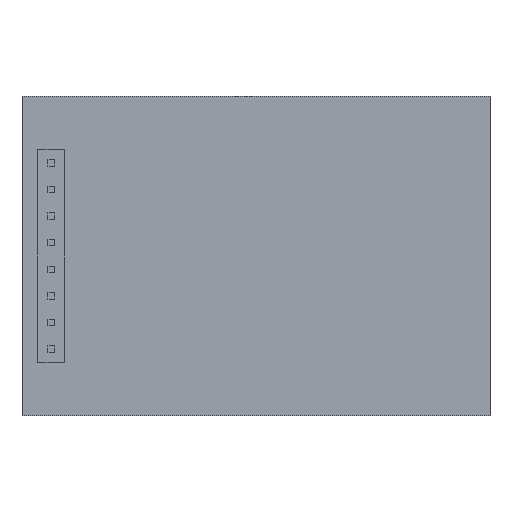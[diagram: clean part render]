
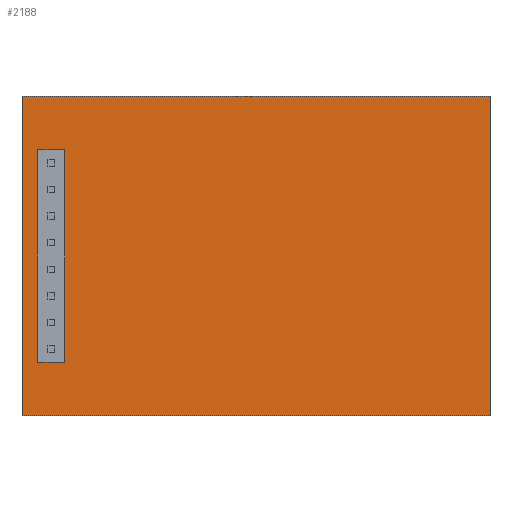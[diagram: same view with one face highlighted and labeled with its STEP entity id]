
A CAD part, front view. The second image highlights one B-rep face of the part: STEP entity #2188.
In plain terms, the highlighted planar face has unit normal (0, -1, 0).
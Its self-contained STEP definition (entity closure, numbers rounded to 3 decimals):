
#24 = LINE ( 'NONE', #830, #577 ) ;
#48 = CARTESIAN_POINT ( 'NONE',  ( -22., -1., 15. ) ) ;
#146 = ORIENTED_EDGE ( 'NONE', *, *, #475, .F. ) ;
#238 = VECTOR ( 'NONE', #1751, 1000. ) ;
#398 = CARTESIAN_POINT ( 'NONE',  ( -22., -1., -15. ) ) ;
#442 = DIRECTION ( 'NONE',  ( 0., 0., 1. ) ) ;
#475 = EDGE_CURVE ( 'NONE', #1897, #903, #24, .T. ) ;
#577 = VECTOR ( 'NONE', #1407, 1000. ) ;
#727 = DIRECTION ( 'NONE',  ( 0., 0., -1. ) ) ;
#728 = CARTESIAN_POINT ( 'NONE',  ( -22., -1., 15. ) ) ;
#769 = LINE ( 'NONE', #728, #238 ) ;
#830 = CARTESIAN_POINT ( 'NONE',  ( -22., -1., -15. ) ) ;
#889 = PLANE ( 'NONE',  #2070 ) ;
#903 = VERTEX_POINT ( 'NONE', #398 ) ;
#938 = CARTESIAN_POINT ( 'NONE',  ( 22., -1., 15. ) ) ;
#995 = EDGE_LOOP ( 'NONE', ( #2322, #2003, #1857, #146 ) ) ;
#1077 = EDGE_CURVE ( 'NONE', #903, #1588, #2549, .T. ) ;
#1123 = CARTESIAN_POINT ( 'NONE',  ( 0., -1., 0. ) ) ;
#1196 = CARTESIAN_POINT ( 'NONE',  ( -22., -1., 15. ) ) ;
#1290 = EDGE_CURVE ( 'NONE', #1588, #2482, #769, .T. ) ;
#1311 = EDGE_CURVE ( 'NONE', #2482, #1897, #1693, .T. ) ;
#1407 = DIRECTION ( 'NONE',  ( -1., 0., 0. ) ) ;
#1515 = DIRECTION ( 'NONE',  ( 0., -1., 0. ) ) ;
#1588 = VERTEX_POINT ( 'NONE', #1196 ) ;
#1693 = LINE ( 'NONE', #938, #2360 ) ;
#1720 = DIRECTION ( 'NONE',  ( 0., 0., -1. ) ) ;
#1751 = DIRECTION ( 'NONE',  ( 1., 0., 0. ) ) ;
#1845 = CARTESIAN_POINT ( 'NONE',  ( 22., -1., 15. ) ) ;
#1848 = FACE_OUTER_BOUND ( 'NONE', #995, .T. ) ;
#1857 = ORIENTED_EDGE ( 'NONE', *, *, #1077, .F. ) ;
#1897 = VERTEX_POINT ( 'NONE', #2354 ) ;
#2003 = ORIENTED_EDGE ( 'NONE', *, *, #1290, .F. ) ;
#2070 = AXIS2_PLACEMENT_3D ( 'NONE', #1123, #1515, #727 ) ;
#2174 = VECTOR ( 'NONE', #442, 1000. ) ;
#2188 = ADVANCED_FACE ( 'NONE', ( #1848 ), #889, .T. ) ;
#2322 = ORIENTED_EDGE ( 'NONE', *, *, #1311, .F. ) ;
#2354 = CARTESIAN_POINT ( 'NONE',  ( 22., -1., -15. ) ) ;
#2360 = VECTOR ( 'NONE', #1720, 1000. ) ;
#2482 = VERTEX_POINT ( 'NONE', #1845 ) ;
#2549 = LINE ( 'NONE', #48, #2174 ) ;
